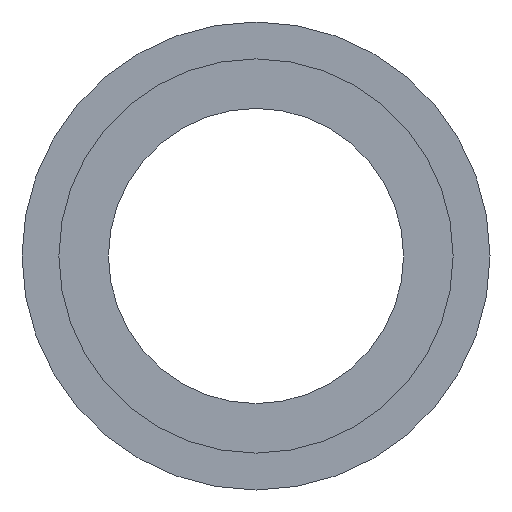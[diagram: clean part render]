
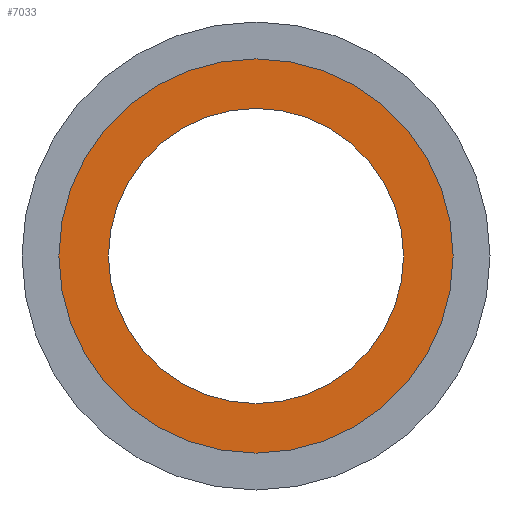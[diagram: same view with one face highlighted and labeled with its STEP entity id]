
A CAD part, left-side view. The second image highlights one B-rep face of the part: STEP entity #7033.
In plain terms, the highlighted planar face has unit normal (-1, 0, 0).
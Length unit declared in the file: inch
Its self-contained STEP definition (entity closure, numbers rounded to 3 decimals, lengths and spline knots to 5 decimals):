
#501=PLANE('',#7654);
#1641=FACE_BOUND('',#2506,.T.);
#2051=FACE_OUTER_BOUND('',#2505,.T.);
#2505=EDGE_LOOP('',(#6588));
#2506=EDGE_LOOP('',(#6589));
#2760=CIRCLE('',#7649,1.4);
#2763=CIRCLE('',#7655,1.87);
#3446=VERTEX_POINT('',#16936);
#3448=VERTEX_POINT('',#18559);
#4491=EDGE_CURVE('',#3446,#3446,#2760,.T.);
#4496=EDGE_CURVE('',#3448,#3448,#2763,.T.);
#6588=ORIENTED_EDGE('',*,*,#4496,.F.);
#6589=ORIENTED_EDGE('',*,*,#4491,.T.);
#7033=ADVANCED_FACE('',(#2051,#1641),#501,.T.);
#7649=AXIS2_PLACEMENT_3D('',#16937,#9236,#9237);
#7654=AXIS2_PLACEMENT_3D('',#18558,#9246,#9247);
#7655=AXIS2_PLACEMENT_3D('',#18560,#9248,#9249);
#9236=DIRECTION('center_axis',(1.,0.,0.));
#9237=DIRECTION('ref_axis',(0.,1.,0.));
#9246=DIRECTION('center_axis',(-1.,0.,0.));
#9247=DIRECTION('ref_axis',(0.,0.,1.));
#9248=DIRECTION('center_axis',(1.,0.,0.));
#9249=DIRECTION('ref_axis',(0.,1.,0.));
#16936=CARTESIAN_POINT('',(-1.44,1.4,0.));
#16937=CARTESIAN_POINT('Origin',(-1.44,0.,0.));
#18558=CARTESIAN_POINT('Origin',(-1.44,1.635,0.));
#18559=CARTESIAN_POINT('',(-1.44,1.87,0.));
#18560=CARTESIAN_POINT('Origin',(-1.44,0.,0.));
